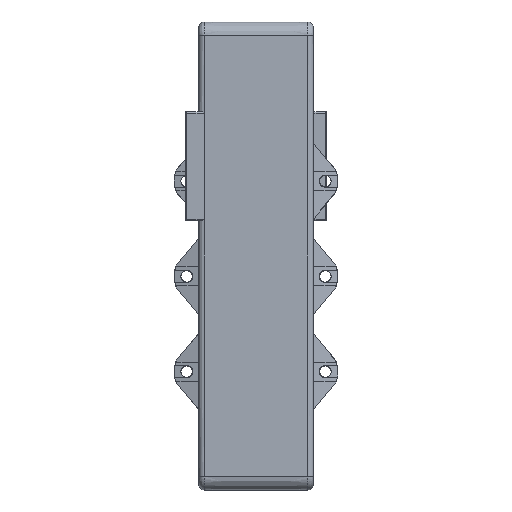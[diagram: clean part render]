
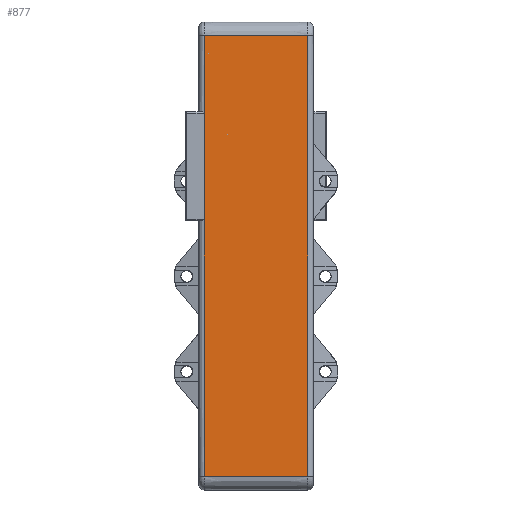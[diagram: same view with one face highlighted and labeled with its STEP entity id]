
A CAD part, left-side view. The second image highlights one B-rep face of the part: STEP entity #877.
In plain terms, the highlighted free-form (B-spline) face has degree [1, 1] with [2, 2] control points.
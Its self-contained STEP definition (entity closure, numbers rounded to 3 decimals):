
#312=(
BOUNDED_CURVE()
B_SPLINE_CURVE(3,(#11909,#11910,#11911,#11912),.UNSPECIFIED.,.F.,.F.)
B_SPLINE_CURVE_WITH_KNOTS((4,4),(0.,162.),.UNSPECIFIED.)
CURVE()
GEOMETRIC_REPRESENTATION_ITEM()
RATIONAL_B_SPLINE_CURVE((1.,1.,1.,1.))
REPRESENTATION_ITEM($)
);
#337=(
BOUNDED_CURVE()
B_SPLINE_CURVE(3,(#12011,#12012,#12013,#12014),.UNSPECIFIED.,.F.,.F.)
B_SPLINE_CURVE_WITH_KNOTS((4,4),(2.,40.),.UNSPECIFIED.)
CURVE()
GEOMETRIC_REPRESENTATION_ITEM()
RATIONAL_B_SPLINE_CURVE((1.,1.,1.,1.))
REPRESENTATION_ITEM($)
);
#339=(
BOUNDED_CURVE()
B_SPLINE_CURVE(3,(#12020,#12021,#12022,#12023),.UNSPECIFIED.,.F.,.F.)
B_SPLINE_CURVE_WITH_KNOTS((4,4),(2.,40.),.UNSPECIFIED.)
CURVE()
GEOMETRIC_REPRESENTATION_ITEM()
RATIONAL_B_SPLINE_CURVE((1.,1.,1.,1.))
REPRESENTATION_ITEM($)
);
#346=(
BOUNDED_CURVE()
B_SPLINE_CURVE(3,(#12049,#12050,#12051,#12052),.UNSPECIFIED.,.F.,.F.)
B_SPLINE_CURVE_WITH_KNOTS((4,4),(0.,162.),.UNSPECIFIED.)
CURVE()
GEOMETRIC_REPRESENTATION_ITEM()
RATIONAL_B_SPLINE_CURVE((1.,1.,1.,1.))
REPRESENTATION_ITEM($)
);
#877=ADVANCED_FACE($,(#1689),#10589,.T.);
#1689=FACE_OUTER_BOUND($,#2459,.T.);
#2459=EDGE_LOOP($,(#3502,#3503,#3504,#3505));
#3502=ORIENTED_EDGE($,*,*,#7390,.T.);
#3503=ORIENTED_EDGE($,*,*,#7365,.F.);
#3504=ORIENTED_EDGE($,*,*,#7392,.F.);
#3505=ORIENTED_EDGE($,*,*,#7399,.F.);
#7365=EDGE_CURVE($,#9331,#9332,#312,.T.);
#7390=EDGE_CURVE($,#9345,#9332,#337,.T.);
#7392=EDGE_CURVE($,#9348,#9331,#339,.T.);
#7399=EDGE_CURVE($,#9345,#9348,#346,.T.);
#9331=VERTEX_POINT($,#14614);
#9332=VERTEX_POINT($,#14615);
#9345=VERTEX_POINT($,#14628);
#9348=VERTEX_POINT($,#14631);
#10589=B_SPLINE_SURFACE_WITH_KNOTS($,1,1,((#13524,#13525),(#13526,#13527)),
.UNSPECIFIED.,.F.,.F.,.F.,(2,2),(2,2),(5.,167.),(2.,40.),.UNSPECIFIED.);
#11909=CARTESIAN_POINT($,(0.,2.,167.));
#11910=CARTESIAN_POINT($,(0.,2.,113.));
#11911=CARTESIAN_POINT($,(0.,2.,59.));
#11912=CARTESIAN_POINT($,(0.,2.,5.));
#12011=CARTESIAN_POINT($,(0.,40.,5.));
#12012=CARTESIAN_POINT($,(0.,27.333,5.));
#12013=CARTESIAN_POINT($,(0.,14.667,5.));
#12014=CARTESIAN_POINT($,(0.,2.,5.));
#12020=CARTESIAN_POINT($,(0.,40.,167.));
#12021=CARTESIAN_POINT($,(0.,27.333,167.));
#12022=CARTESIAN_POINT($,(0.,14.667,167.));
#12023=CARTESIAN_POINT($,(0.,2.,167.));
#12049=CARTESIAN_POINT($,(0.,40.,5.));
#12050=CARTESIAN_POINT($,(0.,40.,59.));
#12051=CARTESIAN_POINT($,(0.,40.,113.));
#12052=CARTESIAN_POINT($,(0.,40.,167.));
#13524=CARTESIAN_POINT($,(0.,2.,5.));
#13525=CARTESIAN_POINT($,(0.,40.,5.));
#13526=CARTESIAN_POINT($,(0.,2.,167.));
#13527=CARTESIAN_POINT($,(0.,40.,167.));
#14614=CARTESIAN_POINT($,(0.,2.,167.));
#14615=CARTESIAN_POINT($,(0.,2.,5.));
#14628=CARTESIAN_POINT($,(0.,40.,5.));
#14631=CARTESIAN_POINT($,(0.,40.,167.));
